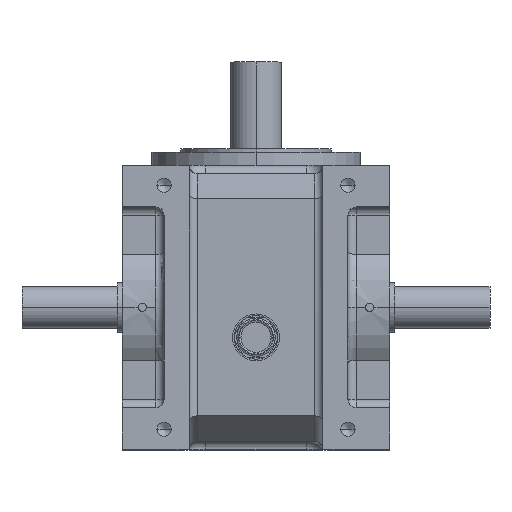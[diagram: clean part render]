
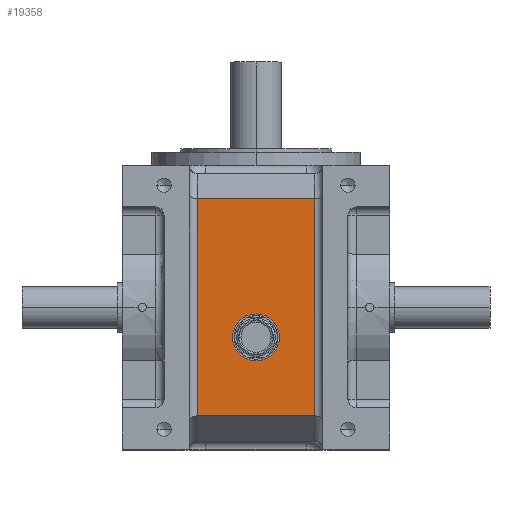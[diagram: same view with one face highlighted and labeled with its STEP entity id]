
A CAD part, top view. The second image highlights one B-rep face of the part: STEP entity #19358.
In plain terms, the highlighted planar face has unit normal (0, 0, 1).
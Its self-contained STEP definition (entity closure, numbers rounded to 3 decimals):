
#1102 = AXIS2_PLACEMENT_3D ( 'NONE', #14901, #11519, #16657 ) ;
#2242 = CARTESIAN_POINT ( 'NONE',  ( -35., -65., 155. ) ) ;
#2738 = CARTESIAN_POINT ( 'NONE',  ( -35., -65., 155. ) ) ;
#2897 = ORIENTED_EDGE ( 'NONE', *, *, #17370, .T. ) ;
#3154 = VERTEX_POINT ( 'NONE', #10551 ) ;
#4332 = CIRCLE ( 'NONE', #1102, 14. ) ;
#4555 = EDGE_CURVE ( 'NONE', #16283, #3154, #15704, .T. ) ;
#4749 = CARTESIAN_POINT ( 'NONE',  ( 35., 65., 155. ) ) ;
#4995 = DIRECTION ( 'NONE',  ( 1., 0., 0. ) ) ;
#5096 = DIRECTION ( 'NONE',  ( 0., 0., -1. ) ) ;
#5377 = ORIENTED_EDGE ( 'NONE', *, *, #4555, .T. ) ;
#5999 = DIRECTION ( 'NONE',  ( 0., -1., 0. ) ) ;
#6344 = CARTESIAN_POINT ( 'NONE',  ( -40., 65., 155. ) ) ;
#6969 = EDGE_LOOP ( 'NONE', ( #9003, #7501 ) ) ;
#7249 = VERTEX_POINT ( 'NONE', #15345 ) ;
#7369 = EDGE_LOOP ( 'NONE', ( #14248, #2897, #5377, #20470 ) ) ;
#7501 = ORIENTED_EDGE ( 'NONE', *, *, #12891, .F. ) ;
#7817 = EDGE_CURVE ( 'NONE', #3154, #8500, #15629, .T. ) ;
#8500 = VERTEX_POINT ( 'NONE', #4749 ) ;
#9003 = ORIENTED_EDGE ( 'NONE', *, *, #20165, .F. ) ;
#10395 = VECTOR ( 'NONE', #19141, 1000. ) ;
#10451 = EDGE_CURVE ( 'NONE', #13105, #8500, #19473, .T. ) ;
#10551 = CARTESIAN_POINT ( 'NONE',  ( 35., -65., 155. ) ) ;
#10704 = AXIS2_PLACEMENT_3D ( 'NONE', #14826, #19160, #12857 ) ;
#11449 = CARTESIAN_POINT ( 'NONE',  ( 14., -18., 155. ) ) ;
#11519 = DIRECTION ( 'NONE',  ( 0., 0., 1. ) ) ;
#12508 = VECTOR ( 'NONE', #5999, 1000. ) ;
#12857 = DIRECTION ( 'NONE',  ( 1., 0., 0. ) ) ;
#12891 = EDGE_CURVE ( 'NONE', #7249, #16160, #4332, .T. ) ;
#13105 = VERTEX_POINT ( 'NONE', #13495 ) ;
#13173 = PLANE ( 'NONE',  #16512 ) ;
#13495 = CARTESIAN_POINT ( 'NONE',  ( -35., 65., 155. ) ) ;
#13831 = CARTESIAN_POINT ( 'NONE',  ( -40., -65., 155. ) ) ;
#14248 = ORIENTED_EDGE ( 'NONE', *, *, #10451, .F. ) ;
#14786 = CARTESIAN_POINT ( 'NONE',  ( -40., -65., 155. ) ) ;
#14826 = CARTESIAN_POINT ( 'NONE',  ( 0., -18., 155. ) ) ;
#14901 = CARTESIAN_POINT ( 'NONE',  ( 0., -18., 155. ) ) ;
#14984 = DIRECTION ( 'NONE',  ( 0., 1., 0. ) ) ;
#15345 = CARTESIAN_POINT ( 'NONE',  ( -14., -18., 155. ) ) ;
#15629 = LINE ( 'NONE', #19601, #19636 ) ;
#15704 = LINE ( 'NONE', #13831, #10395 ) ;
#16160 = VERTEX_POINT ( 'NONE', #11449 ) ;
#16263 = DIRECTION ( 'NONE',  ( 0., -1., 0. ) ) ;
#16283 = VERTEX_POINT ( 'NONE', #2242 ) ;
#16512 = AXIS2_PLACEMENT_3D ( 'NONE', #14786, #5096, #16263 ) ;
#16657 = DIRECTION ( 'NONE',  ( 1., 0., 0. ) ) ;
#17370 = EDGE_CURVE ( 'NONE', #13105, #16283, #20834, .T. ) ;
#17817 = FACE_OUTER_BOUND ( 'NONE', #7369, .T. ) ;
#18266 = CIRCLE ( 'NONE', #10704, 14. ) ;
#19141 = DIRECTION ( 'NONE',  ( 1., 0., 0. ) ) ;
#19160 = DIRECTION ( 'NONE',  ( 0., 0., 1. ) ) ;
#19358 = ADVANCED_FACE ( 'NONE', ( #20605, #17817 ), #13173, .F. ) ;
#19473 = LINE ( 'NONE', #6344, #20522 ) ;
#19601 = CARTESIAN_POINT ( 'NONE',  ( 35., -65., 155. ) ) ;
#19636 = VECTOR ( 'NONE', #14984, 1000. ) ;
#20165 = EDGE_CURVE ( 'NONE', #16160, #7249, #18266, .T. ) ;
#20470 = ORIENTED_EDGE ( 'NONE', *, *, #7817, .T. ) ;
#20522 = VECTOR ( 'NONE', #4995, 1000. ) ;
#20605 = FACE_BOUND ( 'NONE', #6969, .T. ) ;
#20834 = LINE ( 'NONE', #2738, #12508 ) ;
